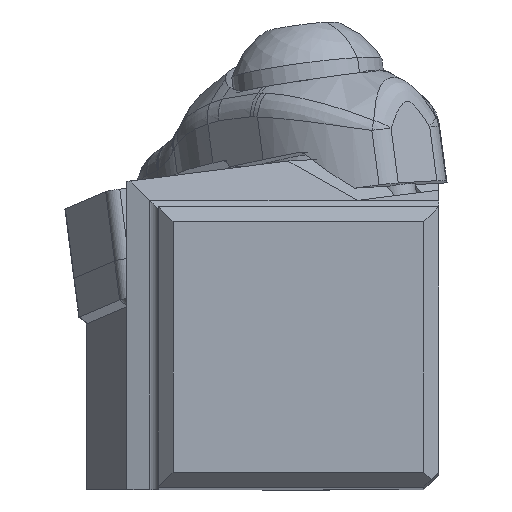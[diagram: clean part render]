
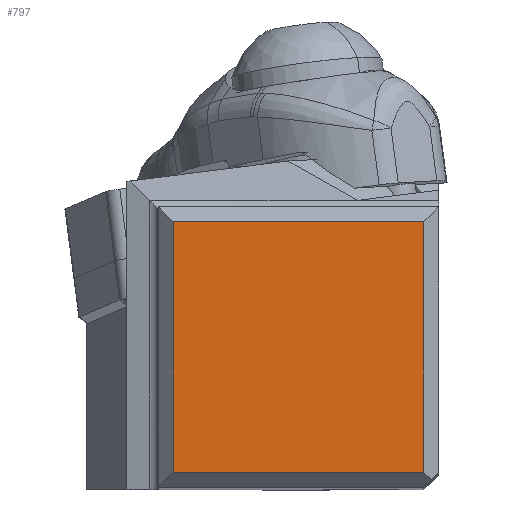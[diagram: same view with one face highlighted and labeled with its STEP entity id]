
A CAD part, top view. The second image highlights one B-rep face of the part: STEP entity #797.
In plain terms, the highlighted planar face has unit normal (0, 0, 1).
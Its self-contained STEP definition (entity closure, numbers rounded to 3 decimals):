
#535=FACE_OUTER_BOUND('',#1179,.T.);
#797=ADVANCED_FACE('',(#535),#1033,.T.);
#1033=PLANE('',#5158);
#1179=EDGE_LOOP('',(#1828,#1829,#1830,#1831));
#1828=ORIENTED_EDGE('',*,*,#3590,.F.);
#1829=ORIENTED_EDGE('',*,*,#3595,.T.);
#1830=ORIENTED_EDGE('',*,*,#3596,.T.);
#1831=ORIENTED_EDGE('',*,*,#3594,.F.);
#3029=VERTEX_POINT('',#7287);
#3030=VERTEX_POINT('',#7289);
#3031=VERTEX_POINT('',#7293);
#3033=VERTEX_POINT('',#7299);
#3590=EDGE_CURVE('',#3029,#3030,#4569,.T.);
#3594=EDGE_CURVE('',#3030,#3031,#4573,.T.);
#3595=EDGE_CURVE('',#3029,#3033,#4574,.T.);
#3596=EDGE_CURVE('',#3033,#3031,#4575,.T.);
#4569=LINE('',#7288,#4819);
#4573=LINE('',#7296,#4823);
#4574=LINE('',#7298,#4824);
#4575=LINE('',#7300,#4825);
#4819=VECTOR('',#5985,1.);
#4823=VECTOR('',#5991,1.);
#4824=VECTOR('',#5994,1.);
#4825=VECTOR('',#5995,1.);
#5158=AXIS2_PLACEMENT_3D('',#7301,#5996,#5997);
#5985=DIRECTION('',(-1.,0.,0.));
#5991=DIRECTION('',(0.,1.,0.));
#5994=DIRECTION('',(0.,1.,0.));
#5995=DIRECTION('',(-1.,0.,0.));
#5996=DIRECTION('',(0.,0.,1.));
#5997=DIRECTION('',(-1.,0.,0.));
#7287=CARTESIAN_POINT('',(-1.,1.,0.));
#7288=CARTESIAN_POINT('',(-1.,1.,0.));
#7289=CARTESIAN_POINT('',(-18.05,1.,0.));
#7293=CARTESIAN_POINT('',(-18.05,18.05,0.));
#7296=CARTESIAN_POINT('',(-18.05,1.,0.));
#7298=CARTESIAN_POINT('',(-1.,1.,0.));
#7299=CARTESIAN_POINT('',(-1.,18.05,0.));
#7300=CARTESIAN_POINT('',(-1.,18.05,0.));
#7301=CARTESIAN_POINT('',(-9.525,9.525,0.));
